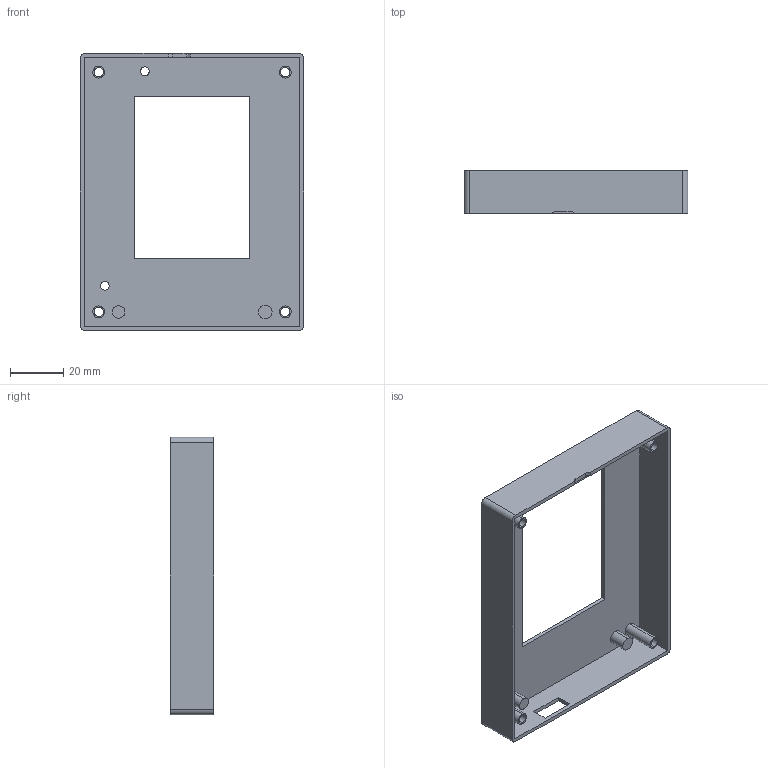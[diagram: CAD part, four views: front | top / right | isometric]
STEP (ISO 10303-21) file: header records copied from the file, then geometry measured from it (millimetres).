
FILE_DESCRIPTION (( 'STEP AP214' ), '1' );
FILE_NAME ('陬褲奻.STEP', '2025-05-28T05:41:29', ( '' ), ( '' ), 'SwSTEP 2.0', 'SolidWorks 2022', '' );
FILE_SCHEMA (( 'AUTOMOTIVE_DESIGN' ));
Length unit declared in the file: millimetre
Products named in the file (1): 陬褲奻
Bounding box: 84 x 16.2 x 104 mm (x, y, z)
Volume: 17492.2 mm3; surface area: 25427.1 mm2
Topology: 5 solids, 5 shells, 74 faces, 180 edges, 120 vertices
Faces by surface type: cylinder 42, plane 32
Entity records: 2326 total; most frequent: DIRECTION 414, CARTESIAN_POINT 375, ORIENTED_EDGE 360, EDGE_CURVE 180, AXIS2_PLACEMENT_3D 159, VERTEX_POINT 120, EDGE_LOOP 102, VECTOR 96
